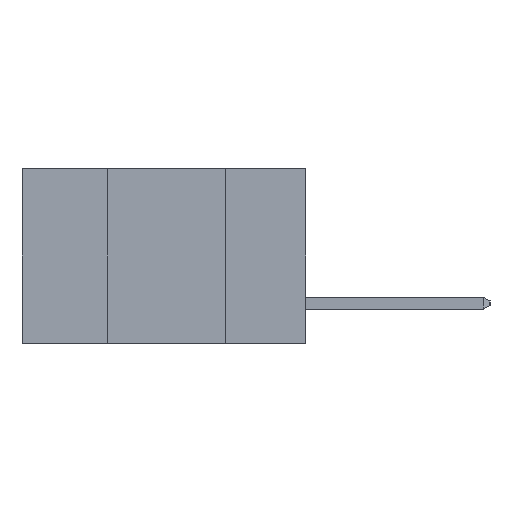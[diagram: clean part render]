
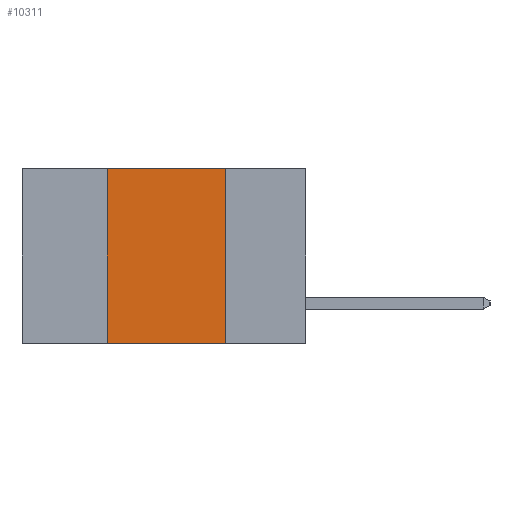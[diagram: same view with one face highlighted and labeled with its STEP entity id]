
A CAD part, left-side view. The second image highlights one B-rep face of the part: STEP entity #10311.
In plain terms, the highlighted planar face has unit normal (-1, 0, 0).
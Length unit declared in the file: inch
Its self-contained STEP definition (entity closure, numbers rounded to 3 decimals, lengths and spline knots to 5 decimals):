
#62 = DIRECTION ( 'NONE',  ( 0., 0., -1. ) ) ;
#1077 = CARTESIAN_POINT ( 'NONE',  ( 0., 0.42, -0.37 ) ) ;
#2543 = CARTESIAN_POINT ( 'NONE',  ( 0., 0.42, -0.37 ) ) ;
#3018 = EDGE_CURVE ( 'NONE', #4857, #6059, #12778, .T. ) ;
#3204 = ORIENTED_EDGE ( 'NONE', *, *, #11418, .T. ) ;
#3279 = CARTESIAN_POINT ( 'NONE',  ( 0., 0.17, -0.37 ) ) ;
#4063 = VERTEX_POINT ( 'NONE', #12166 ) ;
#4316 = CARTESIAN_POINT ( 'NONE',  ( 0., 0.42, 0. ) ) ;
#4665 = LINE ( 'NONE', #3279, #12233 ) ;
#4857 = VERTEX_POINT ( 'NONE', #4316 ) ;
#5002 = VERTEX_POINT ( 'NONE', #2543 ) ;
#5096 = LINE ( 'NONE', #16003, #8911 ) ;
#5561 = EDGE_LOOP ( 'NONE', ( #19583, #10780, #20055, #3204 ) ) ;
#6059 = VERTEX_POINT ( 'NONE', #19556 ) ;
#8031 = DIRECTION ( 'NONE',  ( 0., -1., 0. ) ) ;
#8911 = VECTOR ( 'NONE', #8031, 39.37008 ) ;
#9387 = CARTESIAN_POINT ( 'NONE',  ( 0., 0.6, 0. ) ) ;
#9414 = DIRECTION ( 'NONE',  ( 0., -1., 0. ) ) ;
#9658 = LINE ( 'NONE', #1077, #17589 ) ;
#10311 = ADVANCED_FACE ( 'NONE', ( #12972 ), #15863, .F. ) ;
#10780 = ORIENTED_EDGE ( 'NONE', *, *, #3018, .F. ) ;
#10809 = AXIS2_PLACEMENT_3D ( 'NONE', #17105, #15660, #15592 ) ;
#11418 = EDGE_CURVE ( 'NONE', #5002, #4063, #5096, .T. ) ;
#12166 = CARTESIAN_POINT ( 'NONE',  ( 0., 0.17, -0.37 ) ) ;
#12233 = VECTOR ( 'NONE', #62, 39.37008 ) ;
#12269 = VECTOR ( 'NONE', #9414, 39.37008 ) ;
#12778 = LINE ( 'NONE', #9387, #12269 ) ;
#12972 = FACE_OUTER_BOUND ( 'NONE', #5561, .T. ) ;
#13893 = DIRECTION ( 'NONE',  ( 0., 0., 1. ) ) ;
#15592 = DIRECTION ( 'NONE',  ( 0., 0., -1. ) ) ;
#15660 = DIRECTION ( 'NONE',  ( 1., 0., 0. ) ) ;
#15863 = PLANE ( 'NONE',  #10809 ) ;
#16003 = CARTESIAN_POINT ( 'NONE',  ( 0., 0.6, -0.37 ) ) ;
#16563 = EDGE_CURVE ( 'NONE', #6059, #4063, #4665, .T. ) ;
#17105 = CARTESIAN_POINT ( 'NONE',  ( 0., 0.6, 0. ) ) ;
#17589 = VECTOR ( 'NONE', #13893, 39.37008 ) ;
#17926 = EDGE_CURVE ( 'NONE', #5002, #4857, #9658, .T. ) ;
#19556 = CARTESIAN_POINT ( 'NONE',  ( 0., 0.17, 0. ) ) ;
#19583 = ORIENTED_EDGE ( 'NONE', *, *, #16563, .F. ) ;
#20055 = ORIENTED_EDGE ( 'NONE', *, *, #17926, .F. ) ;
